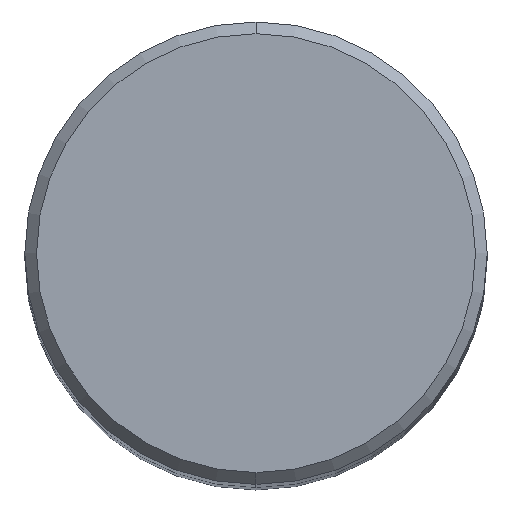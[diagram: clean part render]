
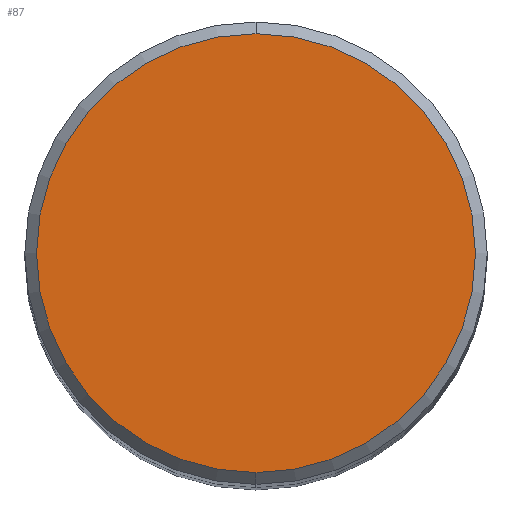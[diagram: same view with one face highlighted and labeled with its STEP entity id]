
A CAD part, top view. The second image highlights one B-rep face of the part: STEP entity #87.
In plain terms, the highlighted planar face has unit normal (0, 0, 1).
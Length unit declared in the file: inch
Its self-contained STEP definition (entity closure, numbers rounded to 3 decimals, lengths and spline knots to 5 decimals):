
#32 = CARTESIAN_POINT ( 'NONE',  ( 0., 0., 0. ) ) ;
#51 = DIRECTION ( 'NONE',  ( 0., 0., 1. ) ) ;
#68 = PLANE ( 'NONE',  #113 ) ;
#87 = ADVANCED_FACE ( 'NONE', ( #167 ), #68, .F. ) ;
#113 = AXIS2_PLACEMENT_3D ( 'NONE', #199, #337, #398 ) ;
#134 = CARTESIAN_POINT ( 'NONE',  ( 0., 0., 0. ) ) ;
#159 = EDGE_LOOP ( 'NONE', ( #359, #253 ) ) ;
#160 = DIRECTION ( 'NONE',  ( 0., -1., 0. ) ) ;
#167 = FACE_OUTER_BOUND ( 'NONE', #159, .T. ) ;
#168 = VERTEX_POINT ( 'NONE', #222 ) ;
#169 = EDGE_CURVE ( 'NONE', #175, #168, #299, .T. ) ;
#175 = VERTEX_POINT ( 'NONE', #189 ) ;
#189 = CARTESIAN_POINT ( 'NONE',  ( 0., -0.3737, 0. ) ) ;
#199 = CARTESIAN_POINT ( 'NONE',  ( 0., 0.3737, 0. ) ) ;
#222 = CARTESIAN_POINT ( 'NONE',  ( 0., 0.3737, 0. ) ) ;
#223 = AXIS2_PLACEMENT_3D ( 'NONE', #134, #303, #238 ) ;
#232 = CIRCLE ( 'NONE', #223, 0.3737 ) ;
#238 = DIRECTION ( 'NONE',  ( 0., -1., 0. ) ) ;
#242 = EDGE_CURVE ( 'NONE', #168, #175, #232, .T. ) ;
#253 = ORIENTED_EDGE ( 'NONE', *, *, #169, .T. ) ;
#299 = CIRCLE ( 'NONE', #411, 0.3737 ) ;
#303 = DIRECTION ( 'NONE',  ( 0., 0., 1. ) ) ;
#337 = DIRECTION ( 'NONE',  ( 0., 0., -1. ) ) ;
#359 = ORIENTED_EDGE ( 'NONE', *, *, #242, .T. ) ;
#398 = DIRECTION ( 'NONE',  ( 0., 1., 0. ) ) ;
#411 = AXIS2_PLACEMENT_3D ( 'NONE', #32, #51, #160 ) ;
